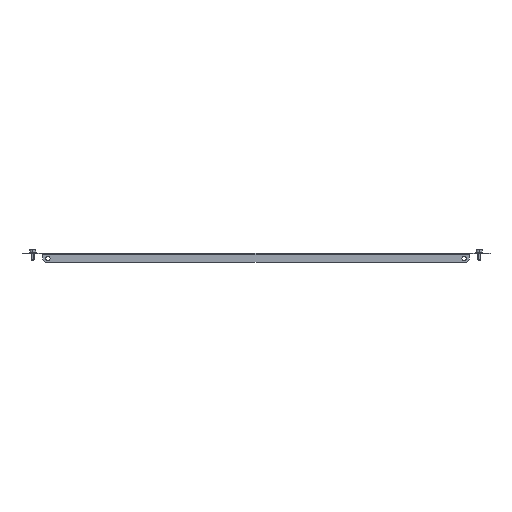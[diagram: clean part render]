
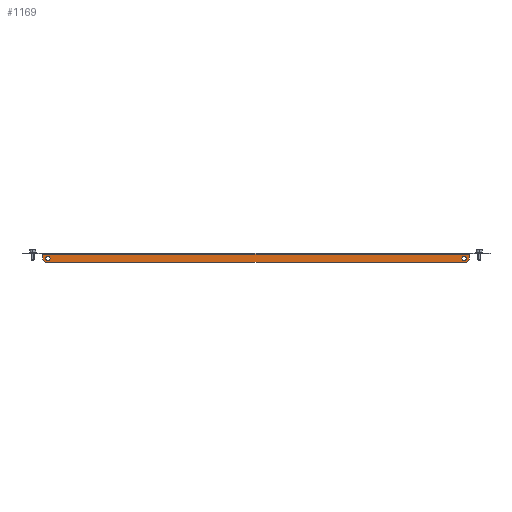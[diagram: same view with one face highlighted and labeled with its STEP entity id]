
A CAD part, front view. The second image highlights one B-rep face of the part: STEP entity #1169.
In plain terms, the highlighted planar face has unit normal (0, -1, 0).
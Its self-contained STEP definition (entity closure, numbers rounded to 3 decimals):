
#6 = CARTESIAN_POINT ( 'NONE',  ( 0., -299.5, -14. ) ) ;
#54 = CARTESIAN_POINT ( 'NONE',  ( 309.5, -299.5, -4.75 ) ) ;
#71 = CARTESIAN_POINT ( 'NONE',  ( -317.5, -299.5, -2. ) ) ;
#126 = CARTESIAN_POINT ( 'NONE',  ( 317.5, -299.5, -2. ) ) ;
#135 = VERTEX_POINT ( 'NONE', #54 ) ;
#145 = EDGE_CURVE ( 'NONE', #4542, #1207, #799, .T. ) ;
#226 = CARTESIAN_POINT ( 'NONE',  ( 309.5, -299.5, -11.25 ) ) ;
#273 = EDGE_CURVE ( 'NONE', #579, #135, #3317, .T. ) ;
#341 = CARTESIAN_POINT ( 'NONE',  ( 309.5, -299.5, -8. ) ) ;
#380 = ORIENTED_EDGE ( 'NONE', *, *, #4596, .T. ) ;
#401 = EDGE_CURVE ( 'NONE', #2966, #1738, #2891, .T. ) ;
#414 = VERTEX_POINT ( 'NONE', #71 ) ;
#423 = CARTESIAN_POINT ( 'NONE',  ( 317.5, -299.5, -9. ) ) ;
#433 = ORIENTED_EDGE ( 'NONE', *, *, #273, .F. ) ;
#579 = VERTEX_POINT ( 'NONE', #226 ) ;
#707 = ORIENTED_EDGE ( 'NONE', *, *, #401, .T. ) ;
#780 = LINE ( 'NONE', #2899, #2902 ) ;
#799 = LINE ( 'NONE', #3352, #4771 ) ;
#891 = ORIENTED_EDGE ( 'NONE', *, *, #3728, .T. ) ;
#1033 = CARTESIAN_POINT ( 'NONE',  ( -317.5, -299.5, -9. ) ) ;
#1051 = VERTEX_POINT ( 'NONE', #2079 ) ;
#1169 = ADVANCED_FACE ( 'NONE', ( #3804, #4243, #1352 ), #2999, .T. ) ;
#1192 = ORIENTED_EDGE ( 'NONE', *, *, #5013, .T. ) ;
#1207 = VERTEX_POINT ( 'NONE', #126 ) ;
#1208 = DIRECTION ( 'NONE',  ( 0., 0., -1. ) ) ;
#1352 = FACE_OUTER_BOUND ( 'NONE', #2498, .T. ) ;
#1632 = DIRECTION ( 'NONE',  ( 0.707, 0., 0.707 ) ) ;
#1646 = CARTESIAN_POINT ( 'NONE',  ( -309.5, -299.5, -8. ) ) ;
#1721 = DIRECTION ( 'NONE',  ( -1., 0., 0. ) ) ;
#1738 = VERTEX_POINT ( 'NONE', #3888 ) ;
#1753 = DIRECTION ( 'NONE',  ( 0., -1., 0. ) ) ;
#1791 = VECTOR ( 'NONE', #1721, 1000. ) ;
#1939 = LINE ( 'NONE', #4024, #4964 ) ;
#1989 = DIRECTION ( 'NONE',  ( 0., 0., 1. ) ) ;
#2079 = CARTESIAN_POINT ( 'NONE',  ( 312.5, -299.5, -14. ) ) ;
#2205 = VECTOR ( 'NONE', #4668, 1000. ) ;
#2213 = AXIS2_PLACEMENT_3D ( 'NONE', #341, #5219, #1989 ) ;
#2307 = EDGE_LOOP ( 'NONE', ( #4911, #433 ) ) ;
#2399 = CIRCLE ( 'NONE', #2568, 3.25 ) ;
#2498 = EDGE_LOOP ( 'NONE', ( #3037, #3640, #4377, #380, #891, #4853 ) ) ;
#2553 = DIRECTION ( 'NONE',  ( 0., 0., 1. ) ) ;
#2568 = AXIS2_PLACEMENT_3D ( 'NONE', #4629, #3762, #4128 ) ;
#2616 = DIRECTION ( 'NONE',  ( 0., 0., 1. ) ) ;
#2891 = CIRCLE ( 'NONE', #4695, 3.25 ) ;
#2899 = CARTESIAN_POINT ( 'NONE',  ( 163.25, -299.5, -163.25 ) ) ;
#2902 = VECTOR ( 'NONE', #1632, 1000. ) ;
#2914 = LINE ( 'NONE', #3822, #1791 ) ;
#2966 = VERTEX_POINT ( 'NONE', #4942 ) ;
#2999 = PLANE ( 'NONE',  #4530 ) ;
#3018 = LINE ( 'NONE', #3823, #5220 ) ;
#3037 = ORIENTED_EDGE ( 'NONE', *, *, #3376, .T. ) ;
#3164 = CIRCLE ( 'NONE', #2213, 3.25 ) ;
#3317 = CIRCLE ( 'NONE', #4689, 3.25 ) ;
#3343 = DIRECTION ( 'NONE',  ( 0., 1., 0. ) ) ;
#3352 = CARTESIAN_POINT ( 'NONE',  ( 317.5, -299.5, 0. ) ) ;
#3376 = EDGE_CURVE ( 'NONE', #3523, #1051, #3799, .T. ) ;
#3404 = EDGE_CURVE ( 'NONE', #1051, #4542, #780, .T. ) ;
#3502 = CARTESIAN_POINT ( 'NONE',  ( -312.5, -299.5, -14. ) ) ;
#3513 = VERTEX_POINT ( 'NONE', #1033 ) ;
#3523 = VERTEX_POINT ( 'NONE', #3502 ) ;
#3640 = ORIENTED_EDGE ( 'NONE', *, *, #3404, .T. ) ;
#3728 = EDGE_CURVE ( 'NONE', #414, #3513, #1939, .T. ) ;
#3762 = DIRECTION ( 'NONE',  ( 0., 1., 0. ) ) ;
#3770 = DIRECTION ( 'NONE',  ( 0.707, 0., -0.707 ) ) ;
#3799 = LINE ( 'NONE', #6, #2205 ) ;
#3804 = FACE_BOUND ( 'NONE', #2307, .T. ) ;
#3822 = CARTESIAN_POINT ( 'NONE',  ( 0., -299.5, -2. ) ) ;
#3823 = CARTESIAN_POINT ( 'NONE',  ( -163.25, -299.5, -163.25 ) ) ;
#3833 = EDGE_CURVE ( 'NONE', #3513, #3523, #3018, .T. ) ;
#3888 = CARTESIAN_POINT ( 'NONE',  ( -309.5, -299.5, -11.25 ) ) ;
#4024 = CARTESIAN_POINT ( 'NONE',  ( -317.5, -299.5, 0. ) ) ;
#4128 = DIRECTION ( 'NONE',  ( 0., 0., 1. ) ) ;
#4237 = EDGE_CURVE ( 'NONE', #135, #579, #3164, .T. ) ;
#4243 = FACE_BOUND ( 'NONE', #4672, .T. ) ;
#4262 = CARTESIAN_POINT ( 'NONE',  ( 0., -299.5, 0. ) ) ;
#4377 = ORIENTED_EDGE ( 'NONE', *, *, #145, .T. ) ;
#4530 = AXIS2_PLACEMENT_3D ( 'NONE', #4262, #5069, #2616 ) ;
#4542 = VERTEX_POINT ( 'NONE', #423 ) ;
#4596 = EDGE_CURVE ( 'NONE', #1207, #414, #2914, .T. ) ;
#4629 = CARTESIAN_POINT ( 'NONE',  ( -309.5, -299.5, -8. ) ) ;
#4668 = DIRECTION ( 'NONE',  ( 1., 0., 0. ) ) ;
#4669 = CARTESIAN_POINT ( 'NONE',  ( 309.5, -299.5, -8. ) ) ;
#4672 = EDGE_LOOP ( 'NONE', ( #707, #1192 ) ) ;
#4689 = AXIS2_PLACEMENT_3D ( 'NONE', #4669, #1753, #5038 ) ;
#4695 = AXIS2_PLACEMENT_3D ( 'NONE', #1646, #3343, #2553 ) ;
#4771 = VECTOR ( 'NONE', #4987, 1000. ) ;
#4853 = ORIENTED_EDGE ( 'NONE', *, *, #3833, .T. ) ;
#4911 = ORIENTED_EDGE ( 'NONE', *, *, #4237, .F. ) ;
#4942 = CARTESIAN_POINT ( 'NONE',  ( -309.5, -299.5, -4.75 ) ) ;
#4964 = VECTOR ( 'NONE', #1208, 1000. ) ;
#4987 = DIRECTION ( 'NONE',  ( 0., 0., 1. ) ) ;
#5013 = EDGE_CURVE ( 'NONE', #1738, #2966, #2399, .T. ) ;
#5038 = DIRECTION ( 'NONE',  ( 0., 0., 1. ) ) ;
#5069 = DIRECTION ( 'NONE',  ( 0., -1., 0. ) ) ;
#5219 = DIRECTION ( 'NONE',  ( 0., -1., 0. ) ) ;
#5220 = VECTOR ( 'NONE', #3770, 1000. ) ;
